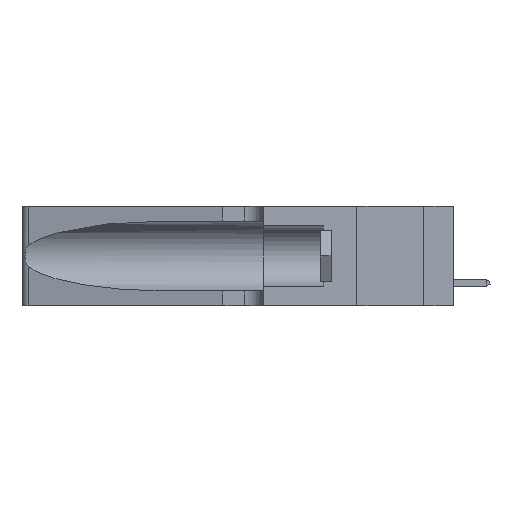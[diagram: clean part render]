
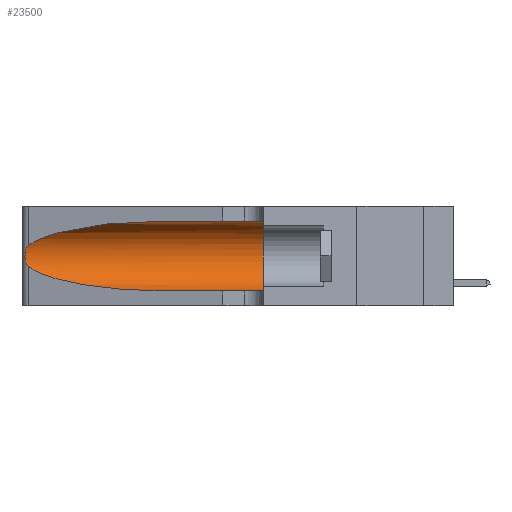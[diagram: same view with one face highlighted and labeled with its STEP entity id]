
A CAD part, left-side view. The second image highlights one B-rep face of the part: STEP entity #23500.
In plain terms, the highlighted cylindrical face has radius 3.308 mm (diameter 6.617 mm), a partial arc.
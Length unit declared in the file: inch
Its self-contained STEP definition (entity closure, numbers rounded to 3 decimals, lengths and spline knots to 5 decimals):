
#781 = DIRECTION ( 'NONE',  ( 0., -1., 0. ) ) ;
#811 = CARTESIAN_POINT ( 'NONE',  ( 0.1305, 0.72297, 0.05475 ) ) ;
#972 = CARTESIAN_POINT ( 'NONE',  ( 0.2373, 1.15595, 0.08982 ) ) ;
#1426 = VERTEX_POINT ( 'NONE', #20314 ) ;
#1782 = CARTESIAN_POINT ( 'NONE',  ( 0.1305, 1.61858, 0.185 ) ) ;
#4887 = CARTESIAN_POINT ( 'NONE',  ( 0.25555, 1.22994, 0.2215 ) ) ;
#6420 = CARTESIAN_POINT ( 'NONE',  ( 0.1305, 0.35, 0.05475 ) ) ;
#6435 = FACE_OUTER_BOUND ( 'NONE', #34044, .T. ) ;
#6882 = EDGE_CURVE ( 'NONE', #27749, #31892, #27163, .T. ) ;
#8413 = CARTESIAN_POINT ( 'NONE',  ( 0.25789, 1.23486, 0.15765 ) ) ;
#12554 = CARTESIAN_POINT ( 'NONE',  ( 0.25555, 1.22993, 0.14849 ) ) ;
#12916 = AXIS2_PLACEMENT_3D ( 'NONE', #37573, #30647, #16779 ) ;
#14245 = EDGE_CURVE ( 'NONE', #28840, #25227, #40650, .T. ) ;
#14511 = EDGE_CURVE ( 'NONE', #30384, #28840, #36720, .T. ) ;
#15645 = CARTESIAN_POINT ( 'NONE',  ( 0.25854, 1.2359, 0.20912 ) ) ;
#16779 = DIRECTION ( 'NONE',  ( 0., 0., 1. ) ) ;
#16973 = LINE ( 'NONE', #43127, #21843 ) ;
#18645 = CARTESIAN_POINT ( 'NONE',  ( 0.25487, 1.22718, 0.14631 ) ) ;
#19383 = ORIENTED_EDGE ( 'NONE', *, *, #6882, .T. ) ;
#19614 = CARTESIAN_POINT ( 'NONE',  ( 0.1305, 1.61858, 0.05475 ) ) ;
#20314 = CARTESIAN_POINT ( 'NONE',  ( 0.1305, 0.35, 0.31525 ) ) ;
#21436 = CIRCLE ( 'NONE', #12916, 0.13025 ) ;
#21843 = VECTOR ( 'NONE', #781, 39.37008 ) ;
#21872 = CARTESIAN_POINT ( 'NONE',  ( 0.18966, 0.96281, 0.05475 ) ) ;
#22548 = CARTESIAN_POINT ( 'NONE',  ( 0.25787, 1.23484, 0.2124 ) ) ;
#22576 = ORIENTED_EDGE ( 'NONE', *, *, #14245, .T. ) ;
#22645 = EDGE_CURVE ( 'NONE', #31892, #30384, #37892, .T. ) ;
#22858 = CARTESIAN_POINT ( 'NONE',  ( 0.25487, 1.22718, 0.22369 ) ) ;
#23031 = CARTESIAN_POINT ( 'NONE',  ( 0.26075, 1.23896, 0.19203 ) ) ;
#23500 = ADVANCED_FACE ( 'NONE', ( #6435 ), #42704, .F. ) ;
#23902 = CARTESIAN_POINT ( 'NONE',  ( 0.25487, 1.22718, 0.22369 ) ) ;
#24047 = CARTESIAN_POINT ( 'NONE',  ( 0.18966, 0.96281, 0.31525 ) ) ;
#25227 = VERTEX_POINT ( 'NONE', #6420 ) ;
#25658 = CARTESIAN_POINT ( 'NONE',  ( 0.25487, 1.22718, 0.14631 ) ) ;
#26127 = DIRECTION ( 'NONE',  ( 0., 0., -1. ) ) ;
#26623 = CARTESIAN_POINT ( 'NONE',  ( 0.25856, 1.23593, 0.16098 ) ) ;
#27163 =( BOUNDED_CURVE ( )  B_SPLINE_CURVE ( 3, ( #31019, #24047, #30714, #23902 ),
 .UNSPECIFIED., .F., .F. ) 
 B_SPLINE_CURVE_WITH_KNOTS ( ( 4, 4 ),
 ( 1.5708, 2.84003 ),
 .UNSPECIFIED. ) 
 CURVE ( )  GEOMETRIC_REPRESENTATION_ITEM ( )  RATIONAL_B_SPLINE_CURVE ( ( 1., 0.87, 0.87, 1. ) ) 
 REPRESENTATION_ITEM ( '' )  );
#27608 = DIRECTION ( 'NONE',  ( 0., -1., 0. ) ) ;
#27749 = VERTEX_POINT ( 'NONE', #28834 ) ;
#28834 = CARTESIAN_POINT ( 'NONE',  ( 0.1305, 0.72297, 0.31525 ) ) ;
#28840 = VERTEX_POINT ( 'NONE', #42923 ) ;
#29503 = DIRECTION ( 'NONE',  ( 0., -1., 0. ) ) ;
#29836 = CARTESIAN_POINT ( 'NONE',  ( 0.26017, 1.23833, 0.17102 ) ) ;
#30354 = ORIENTED_EDGE ( 'NONE', *, *, #22645, .T. ) ;
#30384 = VERTEX_POINT ( 'NONE', #25658 ) ;
#30647 = DIRECTION ( 'NONE',  ( 0., 1., 0. ) ) ;
#30714 = CARTESIAN_POINT ( 'NONE',  ( 0.2373, 1.15595, 0.28018 ) ) ;
#31019 = CARTESIAN_POINT ( 'NONE',  ( 0.1305, 0.72297, 0.31525 ) ) ;
#31186 = EDGE_CURVE ( 'NONE', #1426, #25227, #21436, .T. ) ;
#31892 = VERTEX_POINT ( 'NONE', #38138 ) ;
#32382 = ORIENTED_EDGE ( 'NONE', *, *, #31186, .F. ) ;
#33090 = CARTESIAN_POINT ( 'NONE',  ( 0.25639, 1.23186, 0.15144 ) ) ;
#33394 = CARTESIAN_POINT ( 'NONE',  ( 0.26075, 1.23896, 0.178 ) ) ;
#34044 = EDGE_LOOP ( 'NONE', ( #19383, #30354, #42808, #22576, #32382, #44996 ) ) ;
#36720 =( BOUNDED_CURVE ( )  B_SPLINE_CURVE ( 3, ( #18645, #972, #21872, #811 ),
 .UNSPECIFIED., .F., .F. ) 
 B_SPLINE_CURVE_WITH_KNOTS ( ( 4, 4 ),
 ( 3.44316, 4.71239 ),
 .UNSPECIFIED. ) 
 CURVE ( )  GEOMETRIC_REPRESENTATION_ITEM ( )  RATIONAL_B_SPLINE_CURVE ( ( 1., 0.87, 0.87, 1. ) ) 
 REPRESENTATION_ITEM ( '' )  );
#37219 = CARTESIAN_POINT ( 'NONE',  ( 0.25487, 1.22718, 0.14631 ) ) ;
#37302 = VECTOR ( 'NONE', #27608, 39.37008 ) ;
#37573 = CARTESIAN_POINT ( 'NONE',  ( 0.1305, 0.35, 0.185 ) ) ;
#37892 = B_SPLINE_CURVE_WITH_KNOTS ( 'NONE', 3,
 ( #22858, #4887, #40272, #22548, #15645, #43537, #23031, #33394, #29836, #26623, #8413, #33090, #12554, #37219 ),
 .UNSPECIFIED., .F., .F.,
 ( 4, 2, 2, 2, 2, 2, 4 ),
 ( 0., 0.00027, 0.00053, 0.00107, 0.0016, 0.00187, 0.00214 ),
 .UNSPECIFIED. ) ;
#38138 = CARTESIAN_POINT ( 'NONE',  ( 0.25487, 1.22718, 0.22369 ) ) ;
#38951 = EDGE_CURVE ( 'NONE', #27749, #1426, #16973, .T. ) ;
#40272 = CARTESIAN_POINT ( 'NONE',  ( 0.25639, 1.23184, 0.21858 ) ) ;
#40650 = LINE ( 'NONE', #19614, #37302 ) ;
#42704 = CYLINDRICAL_SURFACE ( 'NONE', #45200, 0.13025 ) ;
#42808 = ORIENTED_EDGE ( 'NONE', *, *, #14511, .T. ) ;
#42923 = CARTESIAN_POINT ( 'NONE',  ( 0.1305, 0.72297, 0.05475 ) ) ;
#43127 = CARTESIAN_POINT ( 'NONE',  ( 0.1305, 1.61858, 0.31525 ) ) ;
#43537 = CARTESIAN_POINT ( 'NONE',  ( 0.26018, 1.23835, 0.19895 ) ) ;
#44996 = ORIENTED_EDGE ( 'NONE', *, *, #38951, .F. ) ;
#45200 = AXIS2_PLACEMENT_3D ( 'NONE', #1782, #29503, #26127 ) ;
